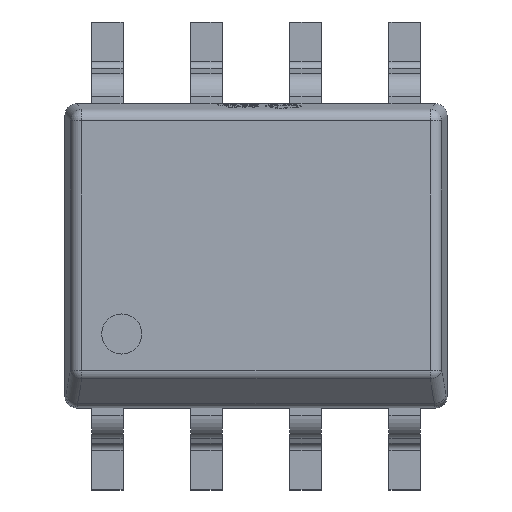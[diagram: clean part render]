
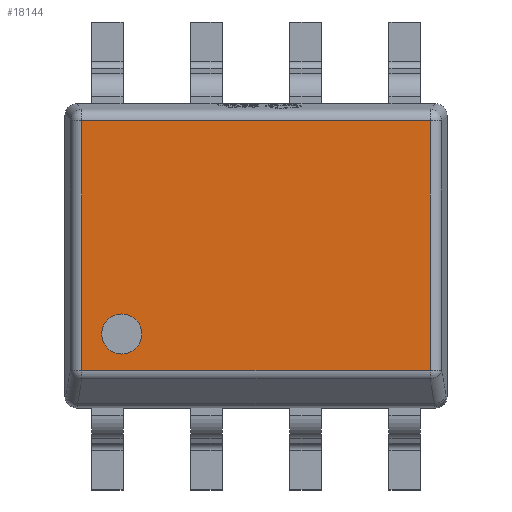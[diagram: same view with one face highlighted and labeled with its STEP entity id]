
A CAD part, top view. The second image highlights one B-rep face of the part: STEP entity #18144.
In plain terms, the highlighted planar face has unit normal (0, 0, 1).
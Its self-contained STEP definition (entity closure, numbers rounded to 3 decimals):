
#136 = CARTESIAN_POINT ( 'NONE',  ( 2.232, -1.471, 1.425 ) ) ;
#161 = VERTEX_POINT ( 'NONE', #12435 ) ;
#857 = DIRECTION ( 'NONE',  ( 1., 0., 0. ) ) ;
#932 = CARTESIAN_POINT ( 'NONE',  ( -1.978, -1.002, 1.425 ) ) ;
#1191 = CARTESIAN_POINT ( 'NONE',  ( -2.232, 1.732, 1.425 ) ) ;
#2100 = CARTESIAN_POINT ( 'NONE',  ( 0., 1.732, 1.425 ) ) ;
#2263 = CARTESIAN_POINT ( 'NONE',  ( -1.721, -1.002, 1.425 ) ) ;
#2393 = LINE ( 'NONE', #2100, #7676 ) ;
#2484 = DIRECTION ( 'NONE',  ( 1., 0., 0. ) ) ;
#3807 = VERTEX_POINT ( 'NONE', #1191 ) ;
#4252 = CARTESIAN_POINT ( 'NONE',  ( -2.232, 0., 1.425 ) ) ;
#4364 = LINE ( 'NONE', #18224, #4543 ) ;
#4543 = VECTOR ( 'NONE', #11573, 1000. ) ;
#4841 = ORIENTED_EDGE ( 'NONE', *, *, #16529, .F. ) ;
#4883 = VERTEX_POINT ( 'NONE', #932 ) ;
#4950 = ORIENTED_EDGE ( 'NONE', *, *, #7154, .F. ) ;
#5319 = DIRECTION ( 'NONE',  ( 0., 0., 1. ) ) ;
#5502 = FACE_OUTER_BOUND ( 'NONE', #17045, .T. ) ;
#5522 = CARTESIAN_POINT ( 'NONE',  ( -1.721, -1.002, 1.425 ) ) ;
#5806 = EDGE_LOOP ( 'NONE', ( #4841, #4950 ) ) ;
#6577 = ORIENTED_EDGE ( 'NONE', *, *, #12924, .T. ) ;
#7117 = CIRCLE ( 'NONE', #15383, 0.257 ) ;
#7154 = EDGE_CURVE ( 'NONE', #4883, #16471, #16345, .T. ) ;
#7442 = EDGE_CURVE ( 'NONE', #8035, #161, #4364, .T. ) ;
#7447 = LINE ( 'NONE', #9122, #15110 ) ;
#7676 = VECTOR ( 'NONE', #13678, 1000. ) ;
#8035 = VERTEX_POINT ( 'NONE', #136 ) ;
#8437 = VERTEX_POINT ( 'NONE', #17940 ) ;
#8613 = ORIENTED_EDGE ( 'NONE', *, *, #13459, .T. ) ;
#9122 = CARTESIAN_POINT ( 'NONE',  ( 0., -1.471, 1.425 ) ) ;
#9433 = DIRECTION ( 'NONE',  ( 0., 0., 1. ) ) ;
#10314 = CARTESIAN_POINT ( 'NONE',  ( -1.464, -1.002, 1.425 ) ) ;
#10728 = ORIENTED_EDGE ( 'NONE', *, *, #17255, .T. ) ;
#10958 = DIRECTION ( 'NONE',  ( 1., 0., 0. ) ) ;
#11573 = DIRECTION ( 'NONE',  ( 0., 1., 0. ) ) ;
#12435 = CARTESIAN_POINT ( 'NONE',  ( 2.232, 1.732, 1.425 ) ) ;
#12720 = CARTESIAN_POINT ( 'NONE',  ( 0., 0., 1.425 ) ) ;
#12924 = EDGE_CURVE ( 'NONE', #8437, #8035, #7447, .T. ) ;
#13306 = AXIS2_PLACEMENT_3D ( 'NONE', #12720, #5319, #10958 ) ;
#13459 = EDGE_CURVE ( 'NONE', #3807, #8437, #15783, .T. ) ;
#13551 = DIRECTION ( 'NONE',  ( 0., 0., 1. ) ) ;
#13678 = DIRECTION ( 'NONE',  ( -1., 0., 0. ) ) ;
#14732 = DIRECTION ( 'NONE',  ( 1., 0., 0. ) ) ;
#15110 = VECTOR ( 'NONE', #14732, 1000. ) ;
#15184 = AXIS2_PLACEMENT_3D ( 'NONE', #5522, #9433, #2484 ) ;
#15383 = AXIS2_PLACEMENT_3D ( 'NONE', #2263, #13551, #857 ) ;
#15426 = VECTOR ( 'NONE', #17153, 1000. ) ;
#15475 = FACE_BOUND ( 'NONE', #5806, .T. ) ;
#15783 = LINE ( 'NONE', #4252, #15426 ) ;
#16104 = ORIENTED_EDGE ( 'NONE', *, *, #7442, .T. ) ;
#16345 = CIRCLE ( 'NONE', #15184, 0.257 ) ;
#16471 = VERTEX_POINT ( 'NONE', #10314 ) ;
#16529 = EDGE_CURVE ( 'NONE', #16471, #4883, #7117, .T. ) ;
#17045 = EDGE_LOOP ( 'NONE', ( #16104, #10728, #8613, #6577 ) ) ;
#17153 = DIRECTION ( 'NONE',  ( 0., -1., 0. ) ) ;
#17255 = EDGE_CURVE ( 'NONE', #161, #3807, #2393, .T. ) ;
#17940 = CARTESIAN_POINT ( 'NONE',  ( -2.232, -1.471, 1.425 ) ) ;
#17968 = PLANE ( 'NONE',  #13306 ) ;
#18144 = ADVANCED_FACE ( 'NONE', ( #15475, #5502 ), #17968, .T. ) ;
#18224 = CARTESIAN_POINT ( 'NONE',  ( 2.232, 0., 1.425 ) ) ;
